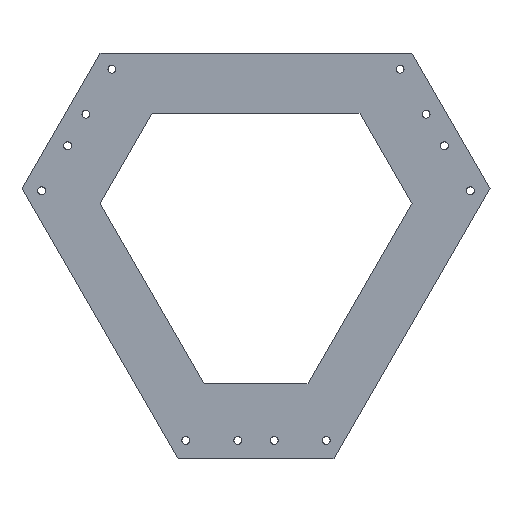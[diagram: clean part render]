
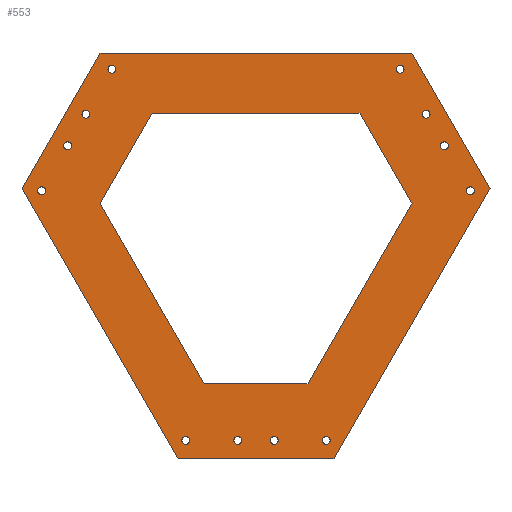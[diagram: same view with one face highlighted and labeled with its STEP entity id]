
A CAD part, top view. The second image highlights one B-rep face of the part: STEP entity #553.
In plain terms, the highlighted planar face has unit normal (0, 0, 1).
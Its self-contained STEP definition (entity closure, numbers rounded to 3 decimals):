
#15=FACE_BOUND('',#106,.T.);
#16=FACE_BOUND('',#107,.T.);
#17=FACE_BOUND('',#108,.T.);
#18=FACE_BOUND('',#109,.T.);
#19=FACE_BOUND('',#110,.T.);
#20=FACE_BOUND('',#111,.T.);
#21=FACE_BOUND('',#112,.T.);
#22=FACE_BOUND('',#113,.T.);
#23=FACE_BOUND('',#114,.T.);
#24=FACE_BOUND('',#115,.T.);
#25=FACE_BOUND('',#116,.T.);
#26=FACE_BOUND('',#117,.T.);
#27=FACE_BOUND('',#118,.T.);
#53=PLANE('',#617);
#79=FACE_OUTER_BOUND('',#105,.T.);
#105=EDGE_LOOP('',(#469,#470,#471,#472,#473,#474));
#106=EDGE_LOOP('',(#475));
#107=EDGE_LOOP('',(#476));
#108=EDGE_LOOP('',(#477));
#109=EDGE_LOOP('',(#478));
#110=EDGE_LOOP('',(#479));
#111=EDGE_LOOP('',(#480));
#112=EDGE_LOOP('',(#481,#482,#483,#484,#485,#486));
#113=EDGE_LOOP('',(#487));
#114=EDGE_LOOP('',(#488));
#115=EDGE_LOOP('',(#489));
#116=EDGE_LOOP('',(#490));
#117=EDGE_LOOP('',(#491));
#118=EDGE_LOOP('',(#492));
#141=LINE('',#813,#189);
#144=LINE('',#819,#192);
#147=LINE('',#825,#195);
#150=LINE('',#831,#198);
#153=LINE('',#837,#201);
#156=LINE('',#841,#204);
#165=LINE('',#885,#213);
#168=LINE('',#891,#216);
#171=LINE('',#897,#219);
#174=LINE('',#903,#222);
#177=LINE('',#909,#225);
#180=LINE('',#913,#228);
#189=VECTOR('',#667,10.);
#192=VECTOR('',#672,10.);
#195=VECTOR('',#677,10.);
#198=VECTOR('',#682,10.);
#201=VECTOR('',#687,10.);
#204=VECTOR('',#692,10.);
#213=VECTOR('',#739,10.);
#216=VECTOR('',#744,10.);
#219=VECTOR('',#749,10.);
#222=VECTOR('',#754,10.);
#225=VECTOR('',#759,10.);
#228=VECTOR('',#764,10.);
#229=CIRCLE('',#570,1.5);
#231=CIRCLE('',#573,1.5);
#233=CIRCLE('',#576,1.5);
#235=CIRCLE('',#579,1.5);
#237=CIRCLE('',#582,1.5);
#239=CIRCLE('',#585,1.5);
#241=CIRCLE('',#594,1.5);
#243=CIRCLE('',#597,1.5);
#245=CIRCLE('',#600,1.5);
#247=CIRCLE('',#603,1.5);
#249=CIRCLE('',#606,1.5);
#251=CIRCLE('',#609,1.5);
#253=VERTEX_POINT('',#771);
#255=VERTEX_POINT('',#777);
#257=VERTEX_POINT('',#783);
#259=VERTEX_POINT('',#789);
#261=VERTEX_POINT('',#795);
#263=VERTEX_POINT('',#801);
#267=VERTEX_POINT('',#810);
#268=VERTEX_POINT('',#812);
#270=VERTEX_POINT('',#818);
#272=VERTEX_POINT('',#824);
#274=VERTEX_POINT('',#830);
#276=VERTEX_POINT('',#836);
#277=VERTEX_POINT('',#843);
#279=VERTEX_POINT('',#849);
#281=VERTEX_POINT('',#855);
#283=VERTEX_POINT('',#861);
#285=VERTEX_POINT('',#867);
#287=VERTEX_POINT('',#873);
#291=VERTEX_POINT('',#882);
#292=VERTEX_POINT('',#884);
#294=VERTEX_POINT('',#890);
#296=VERTEX_POINT('',#896);
#298=VERTEX_POINT('',#902);
#300=VERTEX_POINT('',#908);
#301=EDGE_CURVE('',#253,#253,#229,.T.);
#304=EDGE_CURVE('',#255,#255,#231,.T.);
#307=EDGE_CURVE('',#257,#257,#233,.T.);
#310=EDGE_CURVE('',#259,#259,#235,.T.);
#313=EDGE_CURVE('',#261,#261,#237,.T.);
#316=EDGE_CURVE('',#263,#263,#239,.T.);
#321=EDGE_CURVE('',#268,#267,#141,.T.);
#324=EDGE_CURVE('',#270,#268,#144,.T.);
#327=EDGE_CURVE('',#272,#270,#147,.T.);
#330=EDGE_CURVE('',#274,#272,#150,.T.);
#333=EDGE_CURVE('',#276,#274,#153,.T.);
#336=EDGE_CURVE('',#267,#276,#156,.T.);
#337=EDGE_CURVE('',#277,#277,#241,.T.);
#340=EDGE_CURVE('',#279,#279,#243,.T.);
#343=EDGE_CURVE('',#281,#281,#245,.T.);
#346=EDGE_CURVE('',#283,#283,#247,.T.);
#349=EDGE_CURVE('',#285,#285,#249,.T.);
#352=EDGE_CURVE('',#287,#287,#251,.T.);
#357=EDGE_CURVE('',#292,#291,#165,.T.);
#360=EDGE_CURVE('',#294,#292,#168,.T.);
#363=EDGE_CURVE('',#296,#294,#171,.T.);
#366=EDGE_CURVE('',#298,#296,#174,.T.);
#369=EDGE_CURVE('',#300,#298,#177,.T.);
#372=EDGE_CURVE('',#291,#300,#180,.T.);
#469=ORIENTED_EDGE('',*,*,#372,.T.);
#470=ORIENTED_EDGE('',*,*,#369,.T.);
#471=ORIENTED_EDGE('',*,*,#366,.T.);
#472=ORIENTED_EDGE('',*,*,#363,.T.);
#473=ORIENTED_EDGE('',*,*,#360,.T.);
#474=ORIENTED_EDGE('',*,*,#357,.T.);
#475=ORIENTED_EDGE('',*,*,#352,.T.);
#476=ORIENTED_EDGE('',*,*,#349,.T.);
#477=ORIENTED_EDGE('',*,*,#346,.T.);
#478=ORIENTED_EDGE('',*,*,#343,.T.);
#479=ORIENTED_EDGE('',*,*,#340,.T.);
#480=ORIENTED_EDGE('',*,*,#337,.T.);
#481=ORIENTED_EDGE('',*,*,#336,.T.);
#482=ORIENTED_EDGE('',*,*,#333,.T.);
#483=ORIENTED_EDGE('',*,*,#330,.T.);
#484=ORIENTED_EDGE('',*,*,#327,.T.);
#485=ORIENTED_EDGE('',*,*,#324,.T.);
#486=ORIENTED_EDGE('',*,*,#321,.T.);
#487=ORIENTED_EDGE('',*,*,#316,.T.);
#488=ORIENTED_EDGE('',*,*,#313,.T.);
#489=ORIENTED_EDGE('',*,*,#310,.T.);
#490=ORIENTED_EDGE('',*,*,#307,.T.);
#491=ORIENTED_EDGE('',*,*,#304,.T.);
#492=ORIENTED_EDGE('',*,*,#301,.T.);
#553=ADVANCED_FACE('',(#79,#15,#16,#17,#18,#19,#20,#21,#22,#23,#24,#25,
#26,#27),#53,.T.);
#570=AXIS2_PLACEMENT_3D('',#772,#623,#624);
#573=AXIS2_PLACEMENT_3D('',#778,#630,#631);
#576=AXIS2_PLACEMENT_3D('',#784,#637,#638);
#579=AXIS2_PLACEMENT_3D('',#790,#644,#645);
#582=AXIS2_PLACEMENT_3D('',#796,#651,#652);
#585=AXIS2_PLACEMENT_3D('',#802,#658,#659);
#594=AXIS2_PLACEMENT_3D('',#844,#695,#696);
#597=AXIS2_PLACEMENT_3D('',#850,#702,#703);
#600=AXIS2_PLACEMENT_3D('',#856,#709,#710);
#603=AXIS2_PLACEMENT_3D('',#862,#716,#717);
#606=AXIS2_PLACEMENT_3D('',#868,#723,#724);
#609=AXIS2_PLACEMENT_3D('',#874,#730,#731);
#617=AXIS2_PLACEMENT_3D('',#914,#765,#766);
#623=DIRECTION('center_axis',(0.,0.,-1.));
#624=DIRECTION('ref_axis',(1.,0.,0.));
#630=DIRECTION('center_axis',(0.,0.,-1.));
#631=DIRECTION('ref_axis',(1.,0.,0.));
#637=DIRECTION('center_axis',(0.,0.,-1.));
#638=DIRECTION('ref_axis',(1.,0.,0.));
#644=DIRECTION('center_axis',(0.,0.,-1.));
#645=DIRECTION('ref_axis',(1.,0.,0.));
#651=DIRECTION('center_axis',(0.,0.,-1.));
#652=DIRECTION('ref_axis',(1.,0.,0.));
#658=DIRECTION('center_axis',(0.,0.,-1.));
#659=DIRECTION('ref_axis',(1.,0.,0.));
#667=DIRECTION('',(-1.,0.,0.));
#672=DIRECTION('',(-0.5,-0.866,0.));
#677=DIRECTION('',(0.5,-0.866,0.));
#682=DIRECTION('',(1.,0.,0.));
#687=DIRECTION('',(0.5,0.866,0.));
#692=DIRECTION('',(-0.5,0.866,0.));
#695=DIRECTION('center_axis',(0.,0.,-1.));
#696=DIRECTION('ref_axis',(1.,0.,0.));
#702=DIRECTION('center_axis',(0.,0.,-1.));
#703=DIRECTION('ref_axis',(1.,0.,0.));
#709=DIRECTION('center_axis',(0.,0.,-1.));
#710=DIRECTION('ref_axis',(1.,0.,0.));
#716=DIRECTION('center_axis',(0.,0.,-1.));
#717=DIRECTION('ref_axis',(1.,0.,0.));
#723=DIRECTION('center_axis',(0.,0.,-1.));
#724=DIRECTION('ref_axis',(1.,0.,0.));
#730=DIRECTION('center_axis',(0.,0.,-1.));
#731=DIRECTION('ref_axis',(1.,0.,0.));
#739=DIRECTION('',(-0.5,0.866,0.));
#744=DIRECTION('',(0.5,0.866,0.));
#749=DIRECTION('',(1.,0.,0.));
#754=DIRECTION('',(0.5,-0.866,0.));
#759=DIRECTION('',(-0.5,-0.866,0.));
#764=DIRECTION('',(-1.,0.,0.));
#765=DIRECTION('center_axis',(0.,0.,1.));
#766=DIRECTION('ref_axis',(1.,0.,0.));
#771=CARTESIAN_POINT('',(-143.938,-52.863,5.));
#772=CARTESIAN_POINT('Origin',(-142.438,-52.863,5.));
#777=CARTESIAN_POINT('',(-116.938,-6.098,5.));
#778=CARTESIAN_POINT('Origin',(-115.438,-6.098,5.));
#783=CARTESIAN_POINT('',(20.938,-52.863,5.));
#784=CARTESIAN_POINT('Origin',(22.438,-52.863,5.));
#789=CARTESIAN_POINT('',(-126.938,-23.419,5.));
#790=CARTESIAN_POINT('Origin',(-125.438,-23.419,5.));
#795=CARTESIAN_POINT('',(-54.5,-148.885,5.));
#796=CARTESIAN_POINT('Origin',(-53.,-148.885,5.));
#801=CARTESIAN_POINT('',(-68.5,-148.885,5.));
#802=CARTESIAN_POINT('Origin',(-67.,-148.885,5.));
#810=CARTESIAN_POINT('',(-80.,-127.017,5.));
#812=CARTESIAN_POINT('',(-40.,-127.017,5.));
#813=CARTESIAN_POINT('',(-40.,-127.017,5.));
#818=CARTESIAN_POINT('',(0.,-57.735,5.));
#819=CARTESIAN_POINT('',(0.,-57.735,5.));
#824=CARTESIAN_POINT('',(-20.,-23.094,5.));
#825=CARTESIAN_POINT('',(-20.,-23.094,5.));
#830=CARTESIAN_POINT('',(-100.,-23.094,5.));
#831=CARTESIAN_POINT('',(-100.,-23.094,5.));
#836=CARTESIAN_POINT('',(-120.,-57.735,5.));
#837=CARTESIAN_POINT('',(-120.,-57.735,5.));
#841=CARTESIAN_POINT('',(-80.,-127.017,5.));
#843=CARTESIAN_POINT('',(-34.5,-148.885,5.));
#844=CARTESIAN_POINT('Origin',(-33.,-148.885,5.));
#849=CARTESIAN_POINT('',(3.938,-23.419,5.));
#850=CARTESIAN_POINT('Origin',(5.438,-23.419,5.));
#855=CARTESIAN_POINT('',(-133.938,-35.543,5.));
#856=CARTESIAN_POINT('Origin',(-132.438,-35.543,5.));
#861=CARTESIAN_POINT('',(-88.5,-148.885,5.));
#862=CARTESIAN_POINT('Origin',(-87.,-148.885,5.));
#867=CARTESIAN_POINT('',(10.938,-35.543,5.));
#868=CARTESIAN_POINT('Origin',(12.438,-35.543,5.));
#873=CARTESIAN_POINT('',(-6.062,-6.098,5.));
#874=CARTESIAN_POINT('Origin',(-4.562,-6.098,5.));
#882=CARTESIAN_POINT('',(0.,0.,5.));
#884=CARTESIAN_POINT('',(30.,-51.962,5.));
#885=CARTESIAN_POINT('',(0.,0.,5.));
#890=CARTESIAN_POINT('',(-30.,-155.885,5.));
#891=CARTESIAN_POINT('',(30.,-51.962,5.));
#896=CARTESIAN_POINT('',(-90.,-155.885,5.));
#897=CARTESIAN_POINT('',(-30.,-155.885,5.));
#902=CARTESIAN_POINT('',(-150.,-51.962,5.));
#903=CARTESIAN_POINT('',(-90.,-155.885,5.));
#908=CARTESIAN_POINT('',(-120.,0.,5.));
#909=CARTESIAN_POINT('',(-120.,0.,5.));
#913=CARTESIAN_POINT('',(0.,0.,5.));
#914=CARTESIAN_POINT('Origin',(-60.,-77.942,5.));
